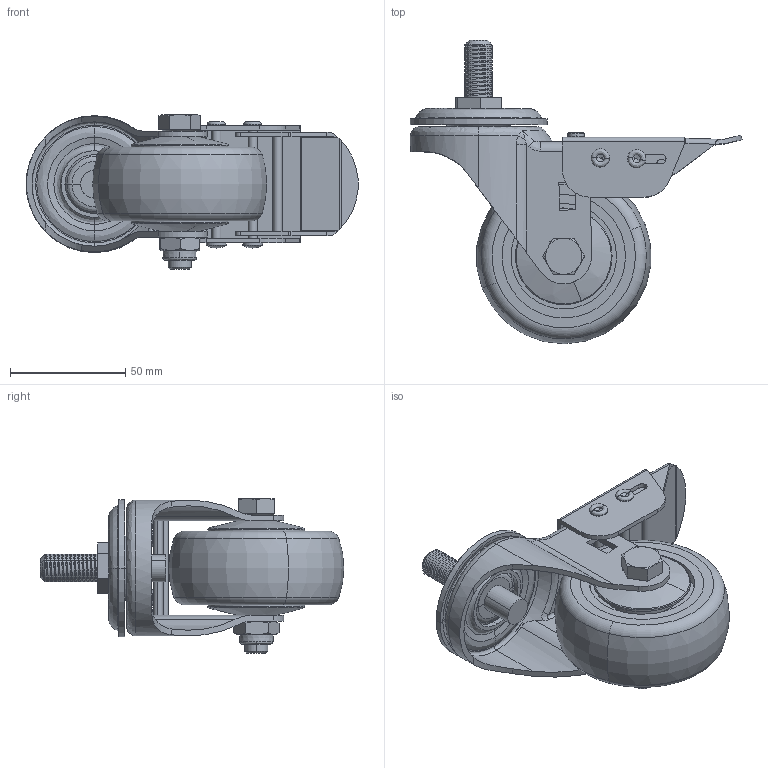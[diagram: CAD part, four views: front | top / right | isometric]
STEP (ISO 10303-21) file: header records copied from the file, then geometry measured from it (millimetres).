
FILE_DESCRIPTION (( 'STEP AP203' ), '1' );
FILE_NAME ('11390300176023.STEP', '2025-04-17T11:30:35', ( '20241006' ), ( '' ), 'SwSTEP 2.0', 'SolidWorks 2021', '' );
FILE_SCHEMA (( 'CONFIG_CONTROL_DESIGN' ));
Length unit declared in the file: millimetre
Products named in the file (12): 314全效轮; 345_________2__A_O.STEP; _____T___2__A_O.STEP; 39_________P_5__A_O.STEP; 11390300176023; hexagon head bolts gb_GB_FASTENER_BOLT_SB A M10X60-N_3__A_O.STEP; M10_2_3__A_O.STEP; _______T___2__A_O.STEP; _L___2__A_O.STEP; 3____A_O.STEP; 3456_______________2__A_O.STEP; M12x29佪諶
Assembly tree (13 placements, depth 2):
  11390300176023
    3____A_O.STEP
    39_________P_5__A_O.STEP
    3456_______________2__A_O.STEP
    345_________2__A_O.STEP
    _______T___2__A_O.STEP  x2
    _____T___2__A_O.STEP  x2
    _L___2__A_O.STEP
    M10_2_3__A_O.STEP
    hexagon head bolts gb_GB_FASTENER_BOLT_SB A M10X60-N_3__A_O.STEP
    314全效轮
    M12x29佪諶
Bounding box: 144.14 x 131.86 x 67.08 mm (x, y, z)
Volume: 193366 mm3; surface area: 71912.7 mm2
Topology: 13 solids, 13 shells, 421 faces, 1017 edges, 634 vertices
Faces by surface type: cylinder 154, plane 124, bspline 74, cone 55, torus 10, sphere 4
Entity records: 17939 total; most frequent: CARTESIAN_POINT 7653, ORIENTED_EDGE 1920, DIRECTION 1864, EDGE_CURVE 960, AXIS2_PLACEMENT_3D 746, VERTEX_POINT 603, EDGE_LOOP 445, CIRCLE 399
